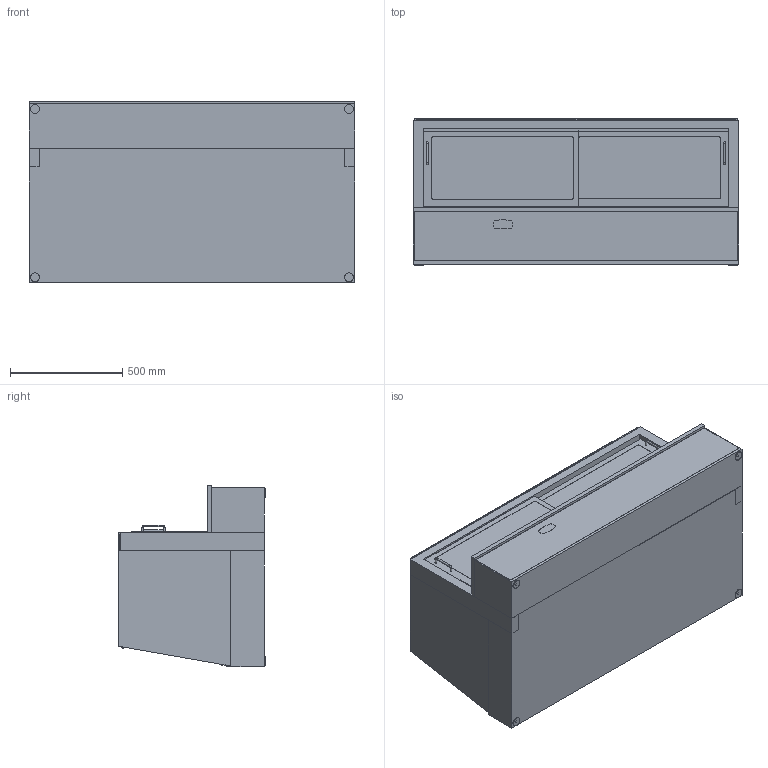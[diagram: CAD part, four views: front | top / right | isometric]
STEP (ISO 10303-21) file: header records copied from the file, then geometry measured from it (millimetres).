
FILE_DESCRIPTION(/* description */ ('Auftischkühlvitrine: zentralgekühlt'),/* implementation_level */ '2;1');
FILE_NAME(/* name */ '3D-AKE-00006636.stp',/* time_stamp */ '2024-05-27T10:45:34+02:00',/* author */ ('julian.lux'),/* organization */ (''),/* preprocessor_version */ 'ST-DEVELOPER v18.1',/* originating_system */ 'Autodesk Inventor 2020',/* authorisation */ '');
FILE_SCHEMA (('AUTOMOTIVE_DESIGN { 1 0 10303 214 3 1 1 }'));
Length unit declared in the file: millimetre
Products named in the file (1): 3D-AKE-00006636
Bounding box: 1450 x 656 x 810 mm (x, y, z)
Volume: 189060431.1 mm3; surface area: 16300792.9 mm2
Topology: 38 solids, 38 shells, 378 faces, 917 edges, 620 vertices
Faces by surface type: plane 296, cylinder 78, torus 4
Full cylindrical faces by diameter (mm): 8 x6, 10 x4, 40 x4
Entity records: 11066 total; most frequent: CARTESIAN_POINT 1916, DIRECTION 1871, ORIENTED_EDGE 1834, EDGE_CURVE 917, LINE 721, VECTOR 721, VERTEX_POINT 620, AXIS2_PLACEMENT_3D 575
